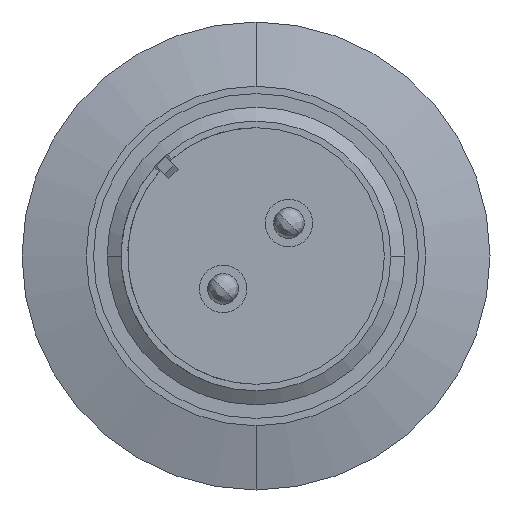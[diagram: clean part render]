
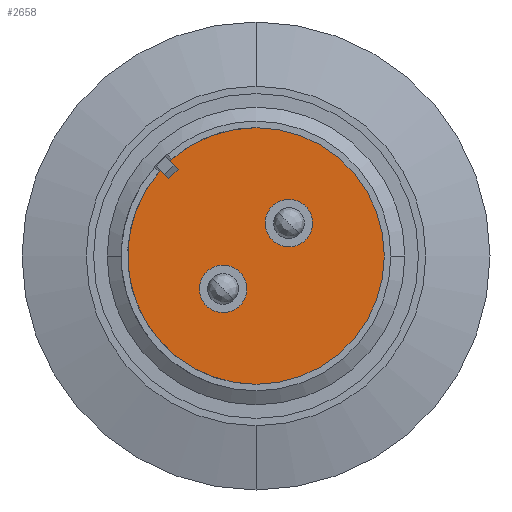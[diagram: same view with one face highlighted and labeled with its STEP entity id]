
A CAD part, front view. The second image highlights one B-rep face of the part: STEP entity #2658.
In plain terms, the highlighted planar face has unit normal (0, -1, 0).
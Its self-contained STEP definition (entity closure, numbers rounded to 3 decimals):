
#21 = DIRECTION ( 'NONE',  ( 0., 0., -1. ) ) ;
#29 = DIRECTION ( 'NONE',  ( 0., 1., 0. ) ) ;
#33 = CARTESIAN_POINT ( 'NONE',  ( 3.862, 4.803, 3.862 ) ) ;
#197 = ORIENTED_EDGE ( 'NONE', *, *, #1722, .T. ) ;
#206 = CARTESIAN_POINT ( 'NONE',  ( -3.862, 4.803, -1.08 ) ) ;
#259 = VERTEX_POINT ( 'NONE', #3250 ) ;
#305 = DIRECTION ( 'NONE',  ( 0., 0., -1. ) ) ;
#395 = CARTESIAN_POINT ( 'NONE',  ( -3.862, 4.803, -6.643 ) ) ;
#401 = DIRECTION ( 'NONE',  ( 0., -1., 0. ) ) ;
#494 = CARTESIAN_POINT ( 'NONE',  ( 0., 4.803, 0. ) ) ;
#554 = DIRECTION ( 'NONE',  ( 0., -1., 0. ) ) ;
#931 = DIRECTION ( 'NONE',  ( 0., 0., -1. ) ) ;
#951 = DIRECTION ( 'NONE',  ( 0., 1., 0. ) ) ;
#969 = CARTESIAN_POINT ( 'NONE',  ( -3.862, 4.803, -3.862 ) ) ;
#978 = VERTEX_POINT ( 'NONE', #206 ) ;
#987 = EDGE_CURVE ( 'NONE', #259, #1562, #4404, .T. ) ;
#1085 = VERTEX_POINT ( 'NONE', #4228 ) ;
#1158 = CARTESIAN_POINT ( 'NONE',  ( 10.642, 4.803, 10.642 ) ) ;
#1251 = AXIS2_PLACEMENT_3D ( 'NONE', #2841, #554, #3206 ) ;
#1296 = DIRECTION ( 'NONE',  ( 0., -1., 0. ) ) ;
#1493 = CIRCLE ( 'NONE', #2067, 2.781 ) ;
#1562 = VERTEX_POINT ( 'NONE', #3964 ) ;
#1698 = AXIS2_PLACEMENT_3D ( 'NONE', #4805, #2594, #305 ) ;
#1722 = EDGE_CURVE ( 'NONE', #978, #3306, #1493, .T. ) ;
#1840 = VERTEX_POINT ( 'NONE', #3845 ) ;
#1912 = EDGE_CURVE ( 'NONE', #1840, #1085, #3188, .T. ) ;
#1949 = CIRCLE ( 'NONE', #2120, 2.781 ) ;
#1986 = CARTESIAN_POINT ( 'NONE',  ( 3.862, 4.803, 3.862 ) ) ;
#2067 = AXIS2_PLACEMENT_3D ( 'NONE', #969, #951, #931 ) ;
#2083 = ORIENTED_EDGE ( 'NONE', *, *, #1912, .T. ) ;
#2120 = AXIS2_PLACEMENT_3D ( 'NONE', #1986, #4612, #2371 ) ;
#2371 = DIRECTION ( 'NONE',  ( 0., 0., -1. ) ) ;
#2373 = CIRCLE ( 'NONE', #1251, 15.621 ) ;
#2456 = DIRECTION ( 'NONE',  ( 0., 0., -1. ) ) ;
#2594 = DIRECTION ( 'NONE',  ( 0., 1., 0. ) ) ;
#2658 = ADVANCED_FACE ( 'NONE', ( #3995, #3008, #3118 ), #4550, .T. ) ;
#2841 = CARTESIAN_POINT ( 'NONE',  ( 0., 4.803, 0. ) ) ;
#3008 = FACE_BOUND ( 'NONE', #3795, .T. ) ;
#3057 = DIRECTION ( 'NONE',  ( 0., 0., -1. ) ) ;
#3118 = FACE_OUTER_BOUND ( 'NONE', #3934, .T. ) ;
#3124 = CIRCLE ( 'NONE', #1698, 2.781 ) ;
#3188 = CIRCLE ( 'NONE', #4059, 15.621 ) ;
#3196 = ORIENTED_EDGE ( 'NONE', *, *, #3739, .T. ) ;
#3206 = DIRECTION ( 'NONE',  ( 0., 0., -1. ) ) ;
#3250 = CARTESIAN_POINT ( 'NONE',  ( 3.862, 4.803, 6.643 ) ) ;
#3306 = VERTEX_POINT ( 'NONE', #395 ) ;
#3442 = EDGE_LOOP ( 'NONE', ( #3196, #4188 ) ) ;
#3450 = EDGE_CURVE ( 'NONE', #3306, #978, #3124, .T. ) ;
#3739 = EDGE_CURVE ( 'NONE', #1562, #259, #1949, .T. ) ;
#3795 = EDGE_LOOP ( 'NONE', ( #3958, #197 ) ) ;
#3845 = CARTESIAN_POINT ( 'NONE',  ( 0., 4.803, -15.621 ) ) ;
#3887 = EDGE_CURVE ( 'NONE', #1085, #1840, #2373, .T. ) ;
#3934 = EDGE_LOOP ( 'NONE', ( #2083, #4331 ) ) ;
#3958 = ORIENTED_EDGE ( 'NONE', *, *, #3450, .T. ) ;
#3964 = CARTESIAN_POINT ( 'NONE',  ( 3.862, 4.803, 1.08 ) ) ;
#3995 = FACE_BOUND ( 'NONE', #3442, .T. ) ;
#4059 = AXIS2_PLACEMENT_3D ( 'NONE', #494, #1296, #2456 ) ;
#4186 = AXIS2_PLACEMENT_3D ( 'NONE', #33, #29, #21 ) ;
#4188 = ORIENTED_EDGE ( 'NONE', *, *, #987, .T. ) ;
#4228 = CARTESIAN_POINT ( 'NONE',  ( 0., 4.803, 15.621 ) ) ;
#4331 = ORIENTED_EDGE ( 'NONE', *, *, #3887, .T. ) ;
#4404 = CIRCLE ( 'NONE', #4186, 2.781 ) ;
#4550 = PLANE ( 'NONE',  #4829 ) ;
#4612 = DIRECTION ( 'NONE',  ( 0., 1., 0. ) ) ;
#4805 = CARTESIAN_POINT ( 'NONE',  ( -3.862, 4.803, -3.862 ) ) ;
#4829 = AXIS2_PLACEMENT_3D ( 'NONE', #1158, #401, #3057 ) ;
